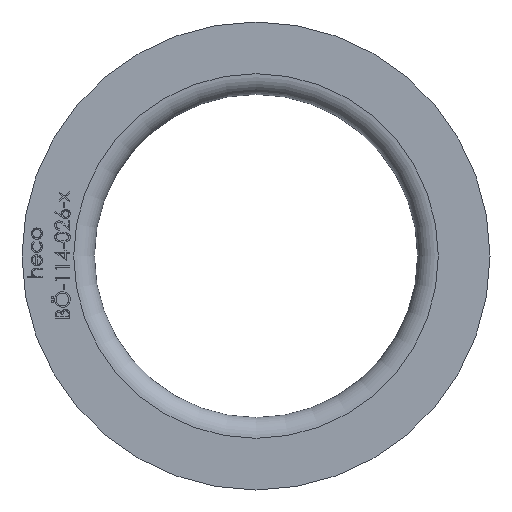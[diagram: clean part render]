
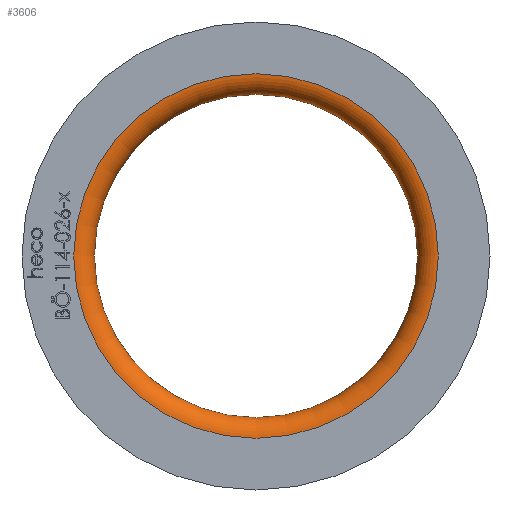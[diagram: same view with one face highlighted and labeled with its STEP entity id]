
A CAD part, left-side view. The second image highlights one B-rep face of the part: STEP entity #3606.
In plain terms, the highlighted toroidal (fillet/blend) face has major radius 61.55 mm and minor radius 7 mm.
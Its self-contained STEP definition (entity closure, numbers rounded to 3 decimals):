
#386 = DIRECTION ( 'NONE',  ( -1., 0., 0. ) ) ;
#1017 = CARTESIAN_POINT ( 'NONE',  ( 0., 0., 0. ) ) ;
#1795 = TOROIDAL_SURFACE ( 'NONE', #3544, 61.55, 7. ) ;
#1974 = AXIS2_PLACEMENT_3D ( 'NONE', #1017, #12160, #5289 ) ;
#2472 = ORIENTED_EDGE ( 'NONE', *, *, #5521, .F. ) ;
#2692 = CARTESIAN_POINT ( 'NONE',  ( 7., 0., 0. ) ) ;
#3092 = ORIENTED_EDGE ( 'NONE', *, *, #12829, .T. ) ;
#3544 = AXIS2_PLACEMENT_3D ( 'NONE', #2692, #386, #9915 ) ;
#3606 = ADVANCED_FACE ( 'NONE', ( #6854, #8630 ), #1795, .T. ) ;
#3995 = DIRECTION ( 'NONE',  ( 0., 0., 1. ) ) ;
#4044 = EDGE_LOOP ( 'NONE', ( #2472 ) ) ;
#4057 = CARTESIAN_POINT ( 'NONE',  ( 7., 0., 0. ) ) ;
#5289 = DIRECTION ( 'NONE',  ( 0., 0., 1. ) ) ;
#5299 = CARTESIAN_POINT ( 'NONE',  ( 0., 0., 61.55 ) ) ;
#5521 = EDGE_CURVE ( 'NONE', #6846, #6846, #10296, .T. ) ;
#6846 = VERTEX_POINT ( 'NONE', #11573 ) ;
#6854 = FACE_OUTER_BOUND ( 'NONE', #4044, .T. ) ;
#6969 = EDGE_LOOP ( 'NONE', ( #3092 ) ) ;
#7199 = DIRECTION ( 'NONE',  ( -1., 0., 0. ) ) ;
#7821 = CIRCLE ( 'NONE', #1974, 61.55 ) ;
#8328 = VERTEX_POINT ( 'NONE', #5299 ) ;
#8630 = FACE_OUTER_BOUND ( 'NONE', #6969, .T. ) ;
#9915 = DIRECTION ( 'NONE',  ( 0., 0., 1. ) ) ;
#10296 = CIRCLE ( 'NONE', #11813, 54.55 ) ;
#11573 = CARTESIAN_POINT ( 'NONE',  ( 7., 0., 54.55 ) ) ;
#11813 = AXIS2_PLACEMENT_3D ( 'NONE', #4057, #7199, #3995 ) ;
#12160 = DIRECTION ( 'NONE',  ( -1., 0., 0. ) ) ;
#12829 = EDGE_CURVE ( 'NONE', #8328, #8328, #7821, .T. ) ;
